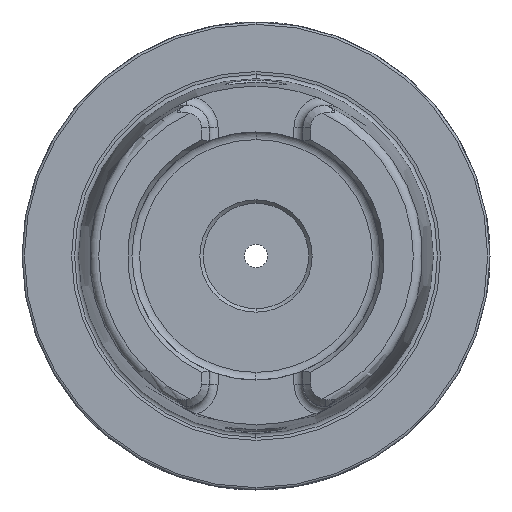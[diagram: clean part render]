
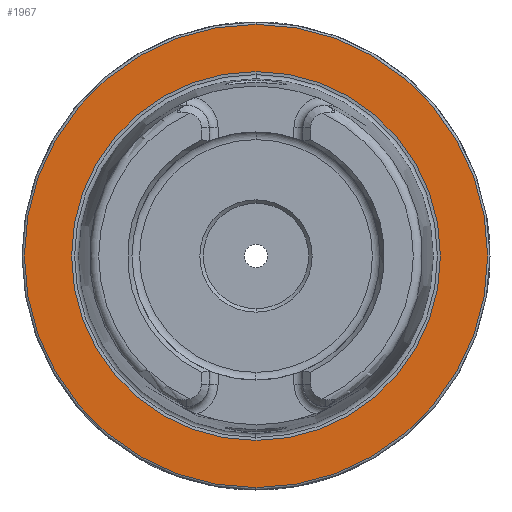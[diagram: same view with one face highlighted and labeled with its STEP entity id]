
A CAD part, left-side view. The second image highlights one B-rep face of the part: STEP entity #1967.
In plain terms, the highlighted planar face has unit normal (-1, 0, 0).
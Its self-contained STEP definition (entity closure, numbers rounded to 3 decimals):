
#1153 = ORIENTED_EDGE ( 'NONE', *, *, #2268, .F. ) ;
#1154 = ORIENTED_EDGE ( 'NONE', *, *, #2175, .F. ) ;
#1155 = ORIENTED_EDGE ( 'NONE', *, *, #2124, .T. ) ;
#1156 = ORIENTED_EDGE ( 'NONE', *, *, #2267, .T. ) ;
#1743 = VERTEX_POINT ( 'NONE', #5609 ) ;
#1748 = VERTEX_POINT ( 'NONE', #5614 ) ;
#1750 = VERTEX_POINT ( 'NONE', #5616 ) ;
#1751 = VERTEX_POINT ( 'NONE', #5617 ) ;
#1967 = ADVANCED_FACE ( 'NONE', ( #5831, #5835 ), #6231, .F. ) ;
#2124 = EDGE_CURVE ( 'NONE', #1750, #1751, #5852, .T. ) ;
#2175 = EDGE_CURVE ( 'NONE', #1743, #1748, #5902, .T. ) ;
#2267 = EDGE_CURVE ( 'NONE', #1751, #1750, #5975, .T. ) ;
#2268 = EDGE_CURVE ( 'NONE', #1748, #1743, #5976, .T. ) ;
#3618 = CARTESIAN_POINT ( 'NONE',  ( 0., 0., 0. ) ) ;
#3619 = DIRECTION ( 'NONE',  ( -1., 0., 0. ) ) ;
#3620 = DIRECTION ( 'NONE',  ( 0., 0., 1. ) ) ;
#4151 = EDGE_LOOP ( 'NONE', ( #1155, #1156 ) ) ;
#4152 = EDGE_LOOP ( 'NONE', ( #1153, #1154 ) ) ;
#5264 = AXIS2_PLACEMENT_3D ( 'NONE', #6228, #6233, #6234 ) ;
#5270 = AXIS2_PLACEMENT_3D ( 'NONE', #6745, #6746, #6747 ) ;
#5287 = AXIS2_PLACEMENT_3D ( 'NONE', #3618, #3619, #3620 ) ;
#5320 = AXIS2_PLACEMENT_3D ( 'NONE', #7517, #7518, #7519 ) ;
#5321 = AXIS2_PLACEMENT_3D ( 'NONE', #7520, #7521, #7522 ) ;
#5609 = CARTESIAN_POINT ( 'NONE',  ( 0., 0., -39.405 ) ) ;
#5614 = CARTESIAN_POINT ( 'NONE',  ( 0., 0., 39.405 ) ) ;
#5616 = CARTESIAN_POINT ( 'NONE',  ( 0., 0., 49.5 ) ) ;
#5617 = CARTESIAN_POINT ( 'NONE',  ( 0., 0., -49.5 ) ) ;
#5831 = FACE_BOUND ( 'NONE', #4152, .T. ) ;
#5835 = FACE_OUTER_BOUND ( 'NONE', #4151, .T. ) ;
#5852 = CIRCLE ( 'NONE', #5270, 49.5 ) ;
#5902 = CIRCLE ( 'NONE', #5287, 39.405 ) ;
#5975 = CIRCLE ( 'NONE', #5320, 49.5 ) ;
#5976 = CIRCLE ( 'NONE', #5321, 39.405 ) ;
#6228 = CARTESIAN_POINT ( 'NONE',  ( 0., 49.5, 0. ) ) ;
#6231 = PLANE ( 'NONE',  #5264 ) ;
#6233 = DIRECTION ( 'NONE',  ( 1., 0., 0. ) ) ;
#6234 = DIRECTION ( 'NONE',  ( 0., 0., -1. ) ) ;
#6745 = CARTESIAN_POINT ( 'NONE',  ( 0., 0., 0. ) ) ;
#6746 = DIRECTION ( 'NONE',  ( -1., 0., 0. ) ) ;
#6747 = DIRECTION ( 'NONE',  ( 0., 0., 1. ) ) ;
#7517 = CARTESIAN_POINT ( 'NONE',  ( 0., 0., 0. ) ) ;
#7518 = DIRECTION ( 'NONE',  ( -1., 0., 0. ) ) ;
#7519 = DIRECTION ( 'NONE',  ( 0., 0., 1. ) ) ;
#7520 = CARTESIAN_POINT ( 'NONE',  ( 0., 0., 0. ) ) ;
#7521 = DIRECTION ( 'NONE',  ( -1., 0., 0. ) ) ;
#7522 = DIRECTION ( 'NONE',  ( 0., 0., 1. ) ) ;
